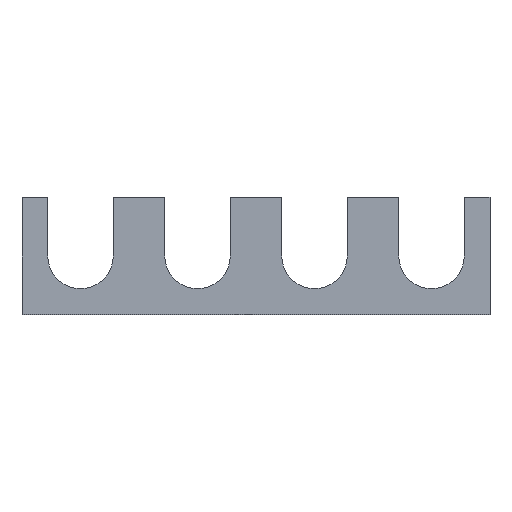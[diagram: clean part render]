
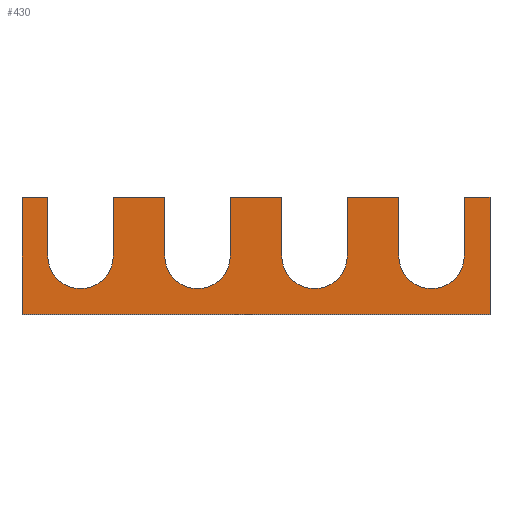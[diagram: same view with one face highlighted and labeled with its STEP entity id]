
A CAD part, top view. The second image highlights one B-rep face of the part: STEP entity #430.
In plain terms, the highlighted planar face has unit normal (0, 0, 1).
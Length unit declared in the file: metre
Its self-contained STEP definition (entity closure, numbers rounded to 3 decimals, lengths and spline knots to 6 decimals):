
#28=PLANE('',#473);
#34=LINE('',#604,#86);
#37=LINE('',#610,#89);
#40=LINE('',#616,#92);
#43=LINE('',#622,#95);
#46=LINE('',#628,#98);
#49=LINE('',#634,#101);
#52=LINE('',#640,#104);
#56=LINE('',#652,#108);
#59=LINE('',#658,#111);
#62=LINE('',#664,#114);
#66=LINE('',#676,#118);
#69=LINE('',#682,#121);
#72=LINE('',#688,#124);
#76=LINE('',#700,#128);
#79=LINE('',#706,#131);
#81=LINE('',#709,#133);
#86=VECTOR('',#489,1.);
#89=VECTOR('',#494,1.);
#92=VECTOR('',#499,1.);
#95=VECTOR('',#504,1.);
#98=VECTOR('',#509,1.);
#101=VECTOR('',#514,1.);
#104=VECTOR('',#519,1.);
#108=VECTOR('',#531,1.);
#111=VECTOR('',#536,1.);
#114=VECTOR('',#541,1.);
#118=VECTOR('',#553,1.);
#121=VECTOR('',#558,1.);
#124=VECTOR('',#563,1.);
#128=VECTOR('',#575,1.);
#131=VECTOR('',#580,1.);
#133=VECTOR('',#584,1.);
#214=ORIENTED_EDGE('',*,*,#256,.F.);
#215=ORIENTED_EDGE('',*,*,#260,.T.);
#216=ORIENTED_EDGE('',*,*,#263,.T.);
#217=ORIENTED_EDGE('',*,*,#266,.F.);
#218=ORIENTED_EDGE('',*,*,#269,.F.);
#219=ORIENTED_EDGE('',*,*,#272,.T.);
#220=ORIENTED_EDGE('',*,*,#275,.T.);
#221=ORIENTED_EDGE('',*,*,#278,.F.);
#222=ORIENTED_EDGE('',*,*,#281,.T.);
#223=ORIENTED_EDGE('',*,*,#284,.T.);
#224=ORIENTED_EDGE('',*,*,#287,.T.);
#225=ORIENTED_EDGE('',*,*,#290,.F.);
#226=ORIENTED_EDGE('',*,*,#293,.T.);
#227=ORIENTED_EDGE('',*,*,#296,.T.);
#228=ORIENTED_EDGE('',*,*,#299,.T.);
#229=ORIENTED_EDGE('',*,*,#302,.F.);
#230=ORIENTED_EDGE('',*,*,#305,.F.);
#231=ORIENTED_EDGE('',*,*,#308,.T.);
#232=ORIENTED_EDGE('',*,*,#311,.T.);
#233=ORIENTED_EDGE('',*,*,#313,.F.);
#256=EDGE_CURVE('',#316,#317,#355,.T.);
#260=EDGE_CURVE('',#316,#319,#34,.T.);
#263=EDGE_CURVE('',#319,#321,#37,.T.);
#266=EDGE_CURVE('',#323,#321,#40,.T.);
#269=EDGE_CURVE('',#325,#323,#43,.T.);
#272=EDGE_CURVE('',#325,#327,#46,.T.);
#275=EDGE_CURVE('',#327,#329,#49,.T.);
#278=EDGE_CURVE('',#331,#329,#52,.T.);
#281=EDGE_CURVE('',#331,#333,#357,.T.);
#284=EDGE_CURVE('',#333,#335,#56,.T.);
#287=EDGE_CURVE('',#335,#337,#59,.T.);
#290=EDGE_CURVE('',#339,#337,#62,.T.);
#293=EDGE_CURVE('',#339,#341,#359,.T.);
#296=EDGE_CURVE('',#341,#343,#66,.T.);
#299=EDGE_CURVE('',#343,#345,#69,.T.);
#302=EDGE_CURVE('',#347,#345,#72,.T.);
#305=EDGE_CURVE('',#349,#347,#361,.T.);
#308=EDGE_CURVE('',#349,#351,#76,.T.);
#311=EDGE_CURVE('',#351,#353,#79,.T.);
#313=EDGE_CURVE('',#317,#353,#81,.T.);
#316=VERTEX_POINT('',#595);
#317=VERTEX_POINT('',#597);
#319=VERTEX_POINT('',#603);
#321=VERTEX_POINT('',#609);
#323=VERTEX_POINT('',#615);
#325=VERTEX_POINT('',#621);
#327=VERTEX_POINT('',#627);
#329=VERTEX_POINT('',#633);
#331=VERTEX_POINT('',#639);
#333=VERTEX_POINT('',#645);
#335=VERTEX_POINT('',#651);
#337=VERTEX_POINT('',#657);
#339=VERTEX_POINT('',#663);
#341=VERTEX_POINT('',#669);
#343=VERTEX_POINT('',#675);
#345=VERTEX_POINT('',#681);
#347=VERTEX_POINT('',#687);
#349=VERTEX_POINT('',#693);
#351=VERTEX_POINT('',#699);
#353=VERTEX_POINT('',#705);
#355=CIRCLE('',#447,0.007112);
#357=CIRCLE('',#457,0.007112);
#359=CIRCLE('',#463,0.007112);
#361=CIRCLE('',#469,0.007112);
#382=EDGE_LOOP('',(#214,#215,#216,#217,#218,#219,#220,#221,#222,#223,#224,
#225,#226,#227,#228,#229,#230,#231,#232,#233));
#404=FACE_BOUND('',#382,.T.);
#430=ADVANCED_FACE('',(#404),#28,.T.);
#447=AXIS2_PLACEMENT_3D('',#596,#482,#483);
#457=AXIS2_PLACEMENT_3D('',#646,#525,#526);
#463=AXIS2_PLACEMENT_3D('',#670,#547,#548);
#469=AXIS2_PLACEMENT_3D('',#694,#569,#570);
#473=AXIS2_PLACEMENT_3D('',#710,#585,#586);
#482=DIRECTION('',(0.,0.,1.));
#483=DIRECTION('',(1.,0.,0.));
#489=DIRECTION('',(0.,1.,0.));
#494=DIRECTION('',(-1.,0.,0.));
#499=DIRECTION('',(0.,1.,0.));
#504=DIRECTION('',(-1.,0.,0.));
#509=DIRECTION('',(0.,1.,0.));
#514=DIRECTION('',(-1.,0.,0.));
#519=DIRECTION('',(0.,1.,0.));
#525=DIRECTION('',(0.,0.,-1.));
#526=DIRECTION('',(1.,0.,0.));
#531=DIRECTION('',(0.,1.,0.));
#536=DIRECTION('',(-1.,0.,0.));
#541=DIRECTION('',(0.,1.,0.));
#547=DIRECTION('',(0.,0.,-1.));
#548=DIRECTION('',(1.,0.,0.));
#553=DIRECTION('',(0.,1.,0.));
#558=DIRECTION('',(-1.,0.,0.));
#563=DIRECTION('',(0.,1.,0.));
#569=DIRECTION('',(0.,0.,1.));
#570=DIRECTION('',(1.,0.,0.));
#575=DIRECTION('',(0.,1.,0.));
#580=DIRECTION('',(-1.,0.,0.));
#584=DIRECTION('',(0.,1.,0.));
#585=DIRECTION('',(0.,0.,1.));
#586=DIRECTION('',(1.,0.,0.));
#595=CARTESIAN_POINT('',(-0.045212,0.,0.00025));
#596=CARTESIAN_POINT('',(-0.0381,0.,0.00025));
#597=CARTESIAN_POINT('',(-0.030988,0.,0.00025));
#603=CARTESIAN_POINT('',(-0.045212,0.0127,0.00025));
#604=CARTESIAN_POINT('',(-0.045212,0.00635,0.00025));
#609=CARTESIAN_POINT('',(-0.0508,0.0127,0.00025));
#610=CARTESIAN_POINT('',(-0.048006,0.0127,0.00025));
#615=CARTESIAN_POINT('',(-0.0508,-0.0127,0.00025));
#616=CARTESIAN_POINT('',(-0.0508,0.,0.00025));
#621=CARTESIAN_POINT('',(0.0508,-0.0127,0.00025));
#622=CARTESIAN_POINT('',(0.,-0.0127,0.00025));
#627=CARTESIAN_POINT('',(0.0508,0.0127,0.00025));
#628=CARTESIAN_POINT('',(0.0508,0.,0.00025));
#633=CARTESIAN_POINT('',(0.045212,0.0127,0.00025));
#634=CARTESIAN_POINT('',(0.048006,0.0127,0.00025));
#639=CARTESIAN_POINT('',(0.045212,0.,0.00025));
#640=CARTESIAN_POINT('',(0.045212,0.00635,0.00025));
#645=CARTESIAN_POINT('',(0.030988,0.,0.00025));
#646=CARTESIAN_POINT('',(0.0381,0.,0.00025));
#651=CARTESIAN_POINT('',(0.030988,0.0127,0.00025));
#652=CARTESIAN_POINT('',(0.030988,0.00635,0.00025));
#657=CARTESIAN_POINT('',(0.019812,0.0127,0.00025));
#658=CARTESIAN_POINT('',(0.0254,0.0127,0.00025));
#663=CARTESIAN_POINT('',(0.019812,0.,0.00025));
#664=CARTESIAN_POINT('',(0.019812,0.00635,0.00025));
#669=CARTESIAN_POINT('',(0.005588,0.,0.00025));
#670=CARTESIAN_POINT('',(0.0127,0.,0.00025));
#675=CARTESIAN_POINT('',(0.005588,0.0127,0.00025));
#676=CARTESIAN_POINT('',(0.005588,0.00635,0.00025));
#681=CARTESIAN_POINT('',(-0.005588,0.0127,0.00025));
#682=CARTESIAN_POINT('',(0.,0.0127,0.00025));
#687=CARTESIAN_POINT('',(-0.005588,0.,0.00025));
#688=CARTESIAN_POINT('',(-0.005588,0.00635,0.00025));
#693=CARTESIAN_POINT('',(-0.019812,0.,0.00025));
#694=CARTESIAN_POINT('',(-0.0127,0.,0.00025));
#699=CARTESIAN_POINT('',(-0.019812,0.0127,0.00025));
#700=CARTESIAN_POINT('',(-0.019812,0.00635,0.00025));
#705=CARTESIAN_POINT('',(-0.030988,0.0127,0.00025));
#706=CARTESIAN_POINT('',(-0.0254,0.0127,0.00025));
#709=CARTESIAN_POINT('',(-0.030988,0.00635,0.00025));
#710=CARTESIAN_POINT('',(0.,0.,0.00025));
